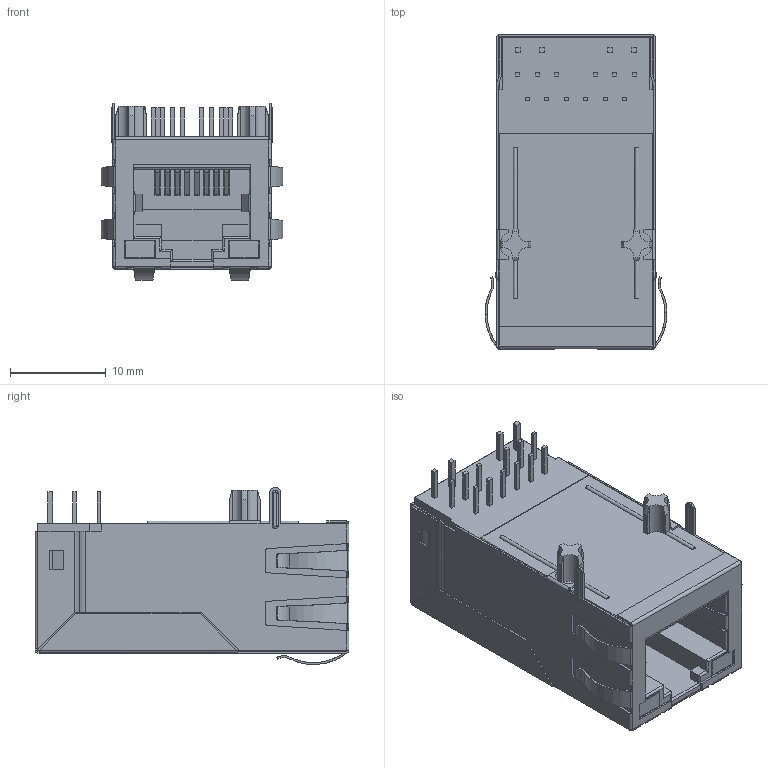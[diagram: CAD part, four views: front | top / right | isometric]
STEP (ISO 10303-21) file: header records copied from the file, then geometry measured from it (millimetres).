
FILE_DESCRIPTION(/* description */ ('Unknown'),/* implementation_level */ '2;1');
FILE_NAME(/* name */ '7499111614A',/* time_stamp */ '2021-11-17T16:26:39+01:00',/* author */ ('Unknown'),/* organization */ ('Unknown'),/* preprocessor_version */ 'ST-DEVELOPER v16.7',/* originating_system */ 'Unknown',/* authorisation */ ' ');
FILE_SCHEMA (('CONFIG_CONTROL_DESIGN'));
Length unit declared in the file: millimetre
Products named in the file (3): id3; shielding; insulator
Assembly tree (2 placements, depth 2):
  id3
    shielding
    insulator
Bounding box: 19 x 32.8 x 18.5 mm (x, y, z)
Volume: 6257.7 mm3; surface area: 6970.7 mm2
Topology: 2 solids, 2 shells, 946 faces, 2512 edges, 1597 vertices
Faces by surface type: plane 621, cylinder 224, bspline 67, sphere 18, torus 8, cone 8
Entity records: 37406 total; most frequent: CARTESIAN_POINT 8025, ORIENTED_EDGE 4988, DIRECTION 4243, EDGE_CURVE 2494, LINE 1605, VECTOR 1605, VERTEX_POINT 1597, AXIS2_PLACEMENT_3D 1319
